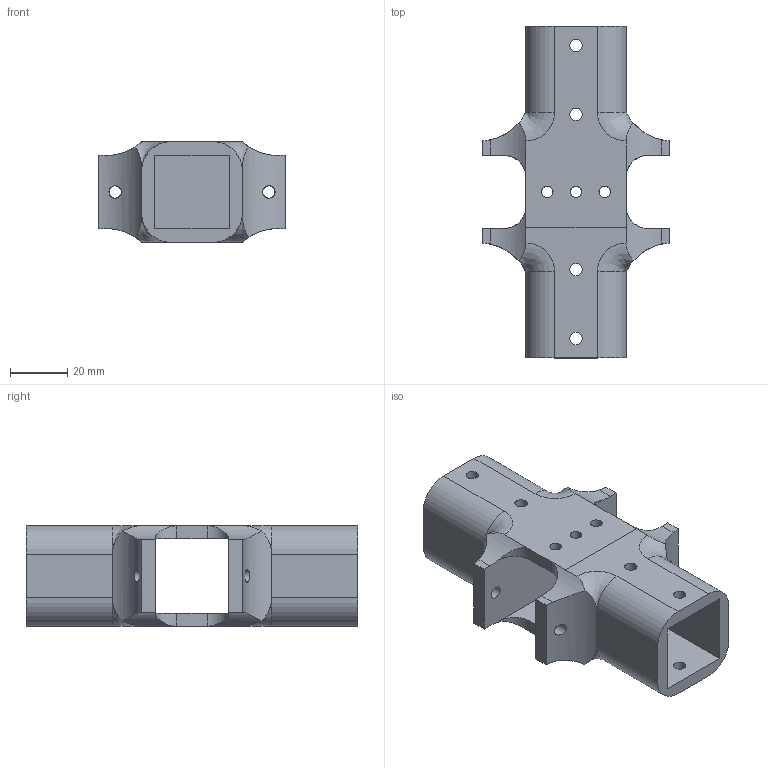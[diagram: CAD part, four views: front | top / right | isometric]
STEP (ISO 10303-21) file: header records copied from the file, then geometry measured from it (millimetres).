
FILE_DESCRIPTION(/* description */ (''),/* implementation_level */ '2;1');
FILE_NAME(/* name */ '4way_.step',/* time_stamp */ '2025-08-05T14:29:08-07:00',/* author */ (''),/* organization */ (''),/* preprocessor_version */ 'ST-DEVELOPER v20.1',/* originating_system */ 'Autodesk Translation Framework v14.10.0.0',/* authorisation */ '');
FILE_SCHEMA (('AUTOMOTIVE_DESIGN { 1 0 10303 214 3 1 1 }'));
Length unit declared in the file: millimetre
Products named in the file (3): 4way; Component1; Component2
Assembly tree (2 placements, depth 2):
  4way
    Component1
    Component2
Bounding box: 65 x 115.5 x 35 mm (x, y, z)
Volume: 112632 mm3; surface area: 50289 mm2
Topology: 2 solids, 2 shells, 147 faces, 417 edges, 263 vertices
Faces by surface type: cylinder 72, plane 63, bspline 12
Full cylindrical faces by diameter (mm): 4 x12, 4.3 x18
Entity records: 5489 total; most frequent: CARTESIAN_POINT 1585, ORIENTED_EDGE 810, DIRECTION 754, EDGE_CURVE 405, AXIS2_PLACEMENT_3D 266, VERTEX_POINT 263, LINE 222, VECTOR 222
